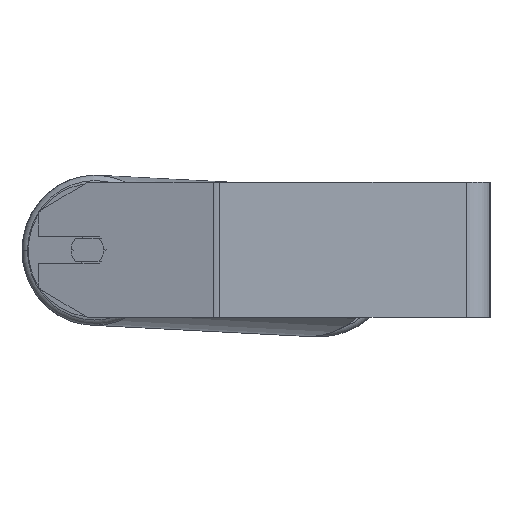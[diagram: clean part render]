
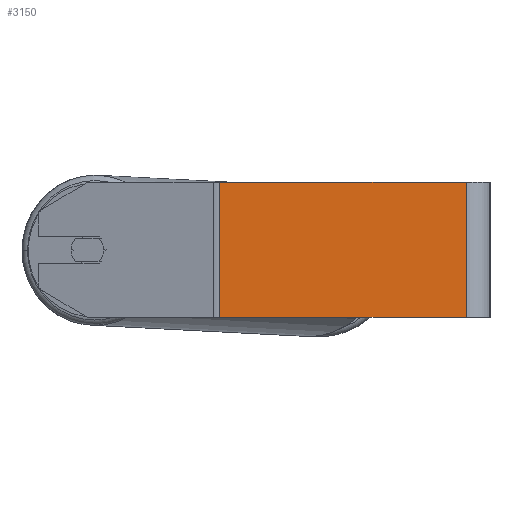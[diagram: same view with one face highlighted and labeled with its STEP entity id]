
A CAD part, left-side view. The second image highlights one B-rep face of the part: STEP entity #3150.
In plain terms, the highlighted planar face has unit normal (-1, 0, 0).
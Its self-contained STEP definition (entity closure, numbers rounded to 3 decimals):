
#140 = CARTESIAN_POINT ( 'NONE',  ( -800., 162.12, 40. ) ) ;
#638 = VECTOR ( 'NONE', #7047, 1000. ) ;
#762 = DIRECTION ( 'NONE',  ( 0., 0., -1. ) ) ;
#839 = CARTESIAN_POINT ( 'NONE',  ( -800., 14., 40. ) ) ;
#890 = AXIS2_PLACEMENT_3D ( 'NONE', #1421, #6821, #762 ) ;
#1130 = DIRECTION ( 'NONE',  ( 0., -1., 0. ) ) ;
#1289 = EDGE_CURVE ( 'NONE', #2383, #4750, #6408, .T. ) ;
#1421 = CARTESIAN_POINT ( 'NONE',  ( -800., 162.12, 40. ) ) ;
#1937 = ORIENTED_EDGE ( 'NONE', *, *, #8647, .F. ) ;
#2055 = ORIENTED_EDGE ( 'NONE', *, *, #3190, .F. ) ;
#2383 = VERTEX_POINT ( 'NONE', #3132 ) ;
#2941 = DIRECTION ( 'NONE',  ( 0., -1., 0. ) ) ;
#2946 = ORIENTED_EDGE ( 'NONE', *, *, #1289, .T. ) ;
#3132 = CARTESIAN_POINT ( 'NONE',  ( -800., 160.277, -40. ) ) ;
#3150 = ADVANCED_FACE ( 'NONE', ( #3595 ), #4836, .F. ) ;
#3190 = EDGE_CURVE ( 'NONE', #6932, #4750, #6904, .T. ) ;
#3595 = FACE_OUTER_BOUND ( 'NONE', #6888, .T. ) ;
#4401 = LINE ( 'NONE', #8558, #638 ) ;
#4536 = VECTOR ( 'NONE', #1130, 1000. ) ;
#4679 = ORIENTED_EDGE ( 'NONE', *, *, #6299, .T. ) ;
#4730 = CARTESIAN_POINT ( 'NONE',  ( -800., 160.277, 40. ) ) ;
#4750 = VERTEX_POINT ( 'NONE', #7562 ) ;
#4836 = PLANE ( 'NONE',  #890 ) ;
#4917 = VECTOR ( 'NONE', #2941, 1000. ) ;
#5706 = VECTOR ( 'NONE', #6245, 1000. ) ;
#5786 = CARTESIAN_POINT ( 'NONE',  ( -800., 162.12, -40. ) ) ;
#6245 = DIRECTION ( 'NONE',  ( 0., 0., -1. ) ) ;
#6299 = EDGE_CURVE ( 'NONE', #7457, #2383, #4401, .T. ) ;
#6300 = LINE ( 'NONE', #140, #4917 ) ;
#6408 = LINE ( 'NONE', #5786, #4536 ) ;
#6821 = DIRECTION ( 'NONE',  ( 1., 0., 0. ) ) ;
#6888 = EDGE_LOOP ( 'NONE', ( #2946, #2055, #1937, #4679 ) ) ;
#6904 = LINE ( 'NONE', #839, #5706 ) ;
#6932 = VERTEX_POINT ( 'NONE', #7425 ) ;
#7047 = DIRECTION ( 'NONE',  ( 0., 0., -1. ) ) ;
#7425 = CARTESIAN_POINT ( 'NONE',  ( -800., 14., 40. ) ) ;
#7457 = VERTEX_POINT ( 'NONE', #4730 ) ;
#7562 = CARTESIAN_POINT ( 'NONE',  ( -800., 14., -40. ) ) ;
#8558 = CARTESIAN_POINT ( 'NONE',  ( -800., 160.277, 40. ) ) ;
#8647 = EDGE_CURVE ( 'NONE', #7457, #6932, #6300, .T. ) ;
